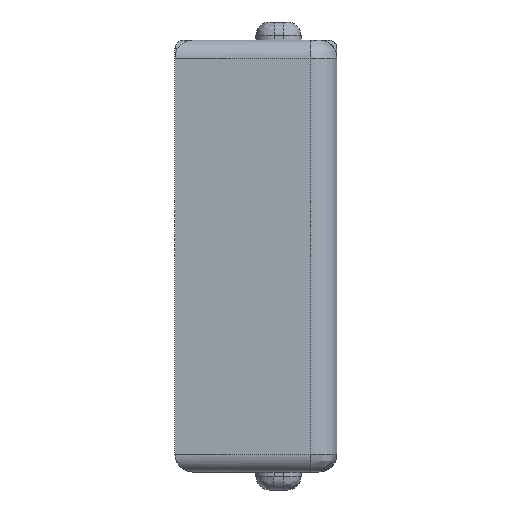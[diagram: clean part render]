
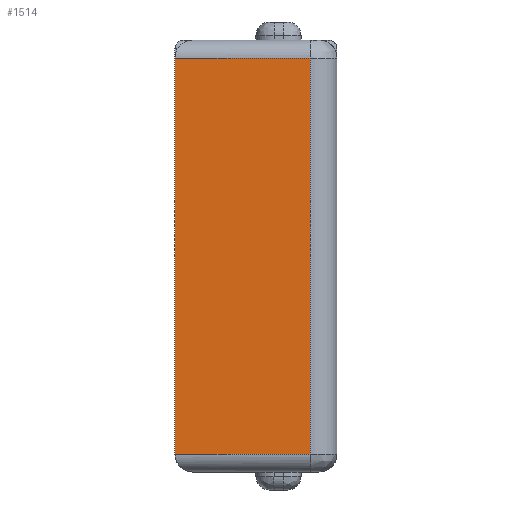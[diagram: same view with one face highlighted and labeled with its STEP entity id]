
A CAD part, left-side view. The second image highlights one B-rep face of the part: STEP entity #1514.
In plain terms, the highlighted planar face has unit normal (-1, 0, 0).
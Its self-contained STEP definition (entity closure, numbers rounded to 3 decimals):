
#22=PLANE('',#1637);
#174=FACE_OUTER_BOUND('',#276,.T.);
#276=EDGE_LOOP('',(#1019,#1020,#1021,#1022));
#393=LINE('',#2355,#515);
#397=LINE('',#2364,#519);
#398=LINE('',#2366,#520);
#399=LINE('',#2367,#521);
#515=VECTOR('',#1841,10.);
#519=VECTOR('',#1851,10.);
#520=VECTOR('',#1852,10.);
#521=VECTOR('',#1853,10.);
#640=VERTEX_POINT('',#2349);
#641=VERTEX_POINT('',#2354);
#643=VERTEX_POINT('',#2363);
#644=VERTEX_POINT('',#2365);
#779=EDGE_CURVE('',#641,#640,#393,.T.);
#784=EDGE_CURVE('',#641,#643,#397,.T.);
#785=EDGE_CURVE('',#644,#643,#398,.T.);
#786=EDGE_CURVE('',#640,#644,#399,.T.);
#1019=ORIENTED_EDGE('',*,*,#779,.F.);
#1020=ORIENTED_EDGE('',*,*,#784,.T.);
#1021=ORIENTED_EDGE('',*,*,#785,.F.);
#1022=ORIENTED_EDGE('',*,*,#786,.F.);
#1514=ADVANCED_FACE('',(#174),#22,.T.);
#1637=AXIS2_PLACEMENT_3D('',#2362,#1849,#1850);
#1841=DIRECTION('',(0.,-1.,0.));
#1849=DIRECTION('center_axis',(-1.,0.,0.));
#1850=DIRECTION('ref_axis',(0.,0.,1.));
#1851=DIRECTION('',(0.,0.,-1.));
#1852=DIRECTION('',(0.,1.,0.));
#1853=DIRECTION('',(0.,0.,-1.));
#2349=CARTESIAN_POINT('',(-26.462,-52.5,10.487));
#2354=CARTESIAN_POINT('',(-26.462,-45.,10.487));
#2355=CARTESIAN_POINT('',(-26.462,-51.75,10.487));
#2362=CARTESIAN_POINT('Origin',(-26.462,-49.5,-0.513));
#2363=CARTESIAN_POINT('',(-26.462,-45.,-11.513));
#2364=CARTESIAN_POINT('',(-26.462,-45.,11.487));
#2365=CARTESIAN_POINT('',(-26.462,-52.5,-11.513));
#2366=CARTESIAN_POINT('',(-26.462,-47.25,-11.513));
#2367=CARTESIAN_POINT('',(-26.462,-52.5,-6.513));
